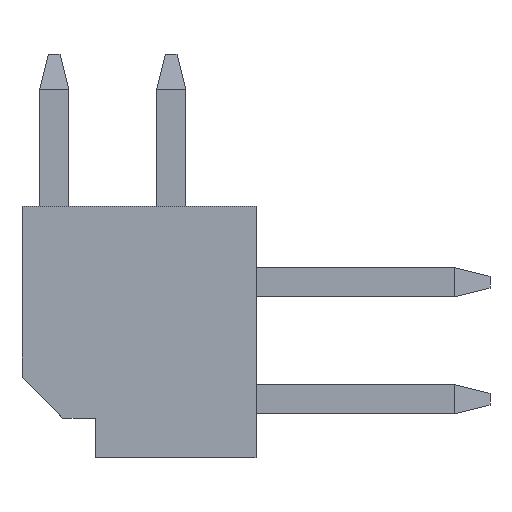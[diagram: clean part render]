
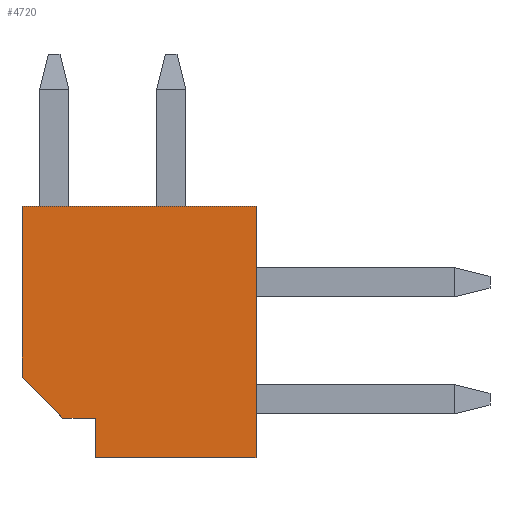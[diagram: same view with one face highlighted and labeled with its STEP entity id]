
A CAD part, left-side view. The second image highlights one B-rep face of the part: STEP entity #4720.
In plain terms, the highlighted planar face has unit normal (-1, 0, 0).
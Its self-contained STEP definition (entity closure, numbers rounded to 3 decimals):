
#5=DIRECTION('',(0.,-1.,0.));
#6=VECTOR('',#5,2.75);
#7=CARTESIAN_POINT('',(-6.,0.75,-2.15));
#8=LINE('',#7,#6);
#409=DIRECTION('',(0.,-1.,0.));
#410=VECTOR('',#409,4.);
#411=CARTESIAN_POINT('',(-6.,2.,2.15));
#412=LINE('',#411,#410);
#923=DIRECTION('',(0.,0.,1.));
#924=VECTOR('',#923,4.3);
#925=CARTESIAN_POINT('',(-6.,-2.,-2.15));
#926=LINE('',#925,#924);
#1119=DIRECTION('',(0.,-0.707,-0.707));
#1120=VECTOR('',#1119,0.99);
#1121=CARTESIAN_POINT('',(-6.,2.,-0.77));
#1122=LINE('',#1121,#1120);
#1123=DIRECTION('',(0.,0.,1.));
#1124=VECTOR('',#1123,2.92);
#1125=CARTESIAN_POINT('',(-6.,2.,-0.77));
#1126=LINE('',#1125,#1124);
#1127=DIRECTION('',(0.,0.,1.));
#1128=VECTOR('',#1127,0.68);
#1129=CARTESIAN_POINT('',(-6.,0.75,-2.15));
#1130=LINE('',#1129,#1128);
#1131=DIRECTION('',(0.,-1.,0.));
#1132=VECTOR('',#1131,0.55);
#1133=CARTESIAN_POINT('',(-6.,1.3,-1.47));
#1134=LINE('',#1133,#1132);
#2617=CARTESIAN_POINT('',(-6.,-2.,-2.15));
#2619=VERTEX_POINT('',#2617);
#2621=CARTESIAN_POINT('',(-6.,2.,2.15));
#2622=CARTESIAN_POINT('',(-6.,-2.,2.15));
#2623=VERTEX_POINT('',#2621);
#2624=VERTEX_POINT('',#2622);
#2629=CARTESIAN_POINT('',(-6.,0.75,-2.15));
#2631=VERTEX_POINT('',#2629);
#2633=CARTESIAN_POINT('',(-6.,2.,-0.77));
#2634=CARTESIAN_POINT('',(-6.,1.3,-1.47));
#2635=VERTEX_POINT('',#2633);
#2636=VERTEX_POINT('',#2634);
#2637=CARTESIAN_POINT('',(-6.,0.75,-1.47));
#2638=VERTEX_POINT('',#2637);
#4705=CARTESIAN_POINT('',(-6.,2.,-2.15));
#4706=DIRECTION('',(-1.,0.,0.));
#4707=DIRECTION('',(0.,-1.,0.));
#4708=AXIS2_PLACEMENT_3D('',#4705,#4706,#4707);
#4709=PLANE('',#4708);
#4710=ORIENTED_EDGE('',*,*,#3592,.F.);
#4712=ORIENTED_EDGE('',*,*,#4711,.T.);
#4713=ORIENTED_EDGE('',*,*,#3707,.T.);
#4714=ORIENTED_EDGE('',*,*,#4587,.F.);
#4715=ORIENTED_EDGE('',*,*,#3420,.F.);
#4716=ORIENTED_EDGE('',*,*,#3439,.T.);
#4717=ORIENTED_EDGE('',*,*,#4148,.F.);
#4718=EDGE_LOOP('',(#4710,#4712,#4713,#4714,#4715,#4716,#4717));
#4719=FACE_OUTER_BOUND('',#4718,.F.);
#4720=ADVANCED_FACE('',(#4719),#4709,.T.);
#3420=EDGE_CURVE('',#2631,#2619,#8,.T.);
#3439=EDGE_CURVE('',#2631,#2638,#1130,.T.);
#3592=EDGE_CURVE('',#2635,#2636,#1122,.T.);
#3707=EDGE_CURVE('',#2623,#2624,#412,.T.);
#4148=EDGE_CURVE('',#2636,#2638,#1134,.T.);
#4587=EDGE_CURVE('',#2619,#2624,#926,.T.);
#4711=EDGE_CURVE('',#2635,#2623,#1126,.T.);
